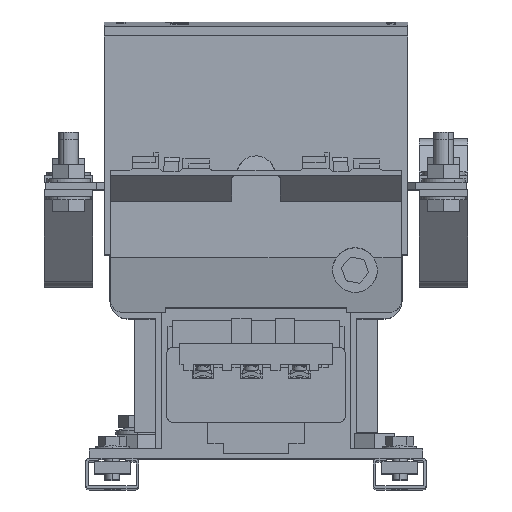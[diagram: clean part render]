
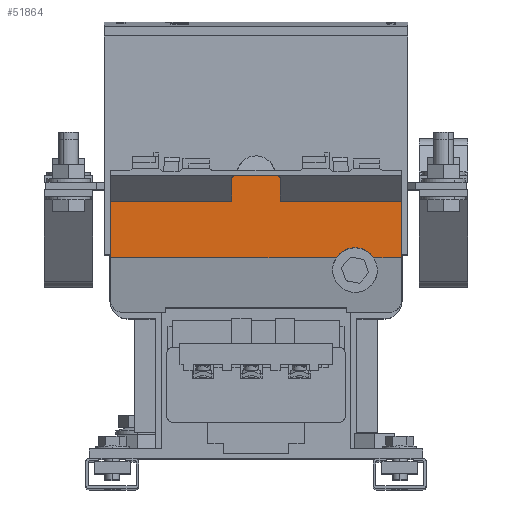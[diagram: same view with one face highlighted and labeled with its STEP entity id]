
A CAD part, top view. The second image highlights one B-rep face of the part: STEP entity #51864.
In plain terms, the highlighted planar face has unit normal (0, 0, 1).
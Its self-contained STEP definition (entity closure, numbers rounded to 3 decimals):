
#4198 = VERTEX_POINT ( 'NONE', #59589 ) ;
#4362 = VERTEX_POINT ( 'NONE', #26603 ) ;
#4406 = CARTESIAN_POINT ( 'NONE',  ( 10., 117., 238. ) ) ;
#7109 = AXIS2_PLACEMENT_3D ( 'NONE', #7670, #71932, #16936 ) ;
#7670 = CARTESIAN_POINT ( 'NONE',  ( 9., 116., 238. ) ) ;
#8374 = DIRECTION ( 'NONE',  ( 0., 1., 0. ) ) ;
#10472 = CARTESIAN_POINT ( 'NONE',  ( -60.25, 106.5, 238. ) ) ;
#11038 = DIRECTION ( 'NONE',  ( 0., -1., 0. ) ) ;
#14105 = CARTESIAN_POINT ( 'NONE',  ( 60.25, 106.5, 238. ) ) ;
#14237 = DIRECTION ( 'NONE',  ( 1., 0., 0. ) ) ;
#16936 = DIRECTION ( 'NONE',  ( -1., 0., 0. ) ) ;
#17448 = AXIS2_PLACEMENT_3D ( 'NONE', #83144, #28170, #92452 ) ;
#17568 = LINE ( 'NONE', #4406, #85090 ) ;
#19135 = LINE ( 'NONE', #118420, #65092 ) ;
#19619 = VERTEX_POINT ( 'NONE', #85807 ) ;
#19830 = CARTESIAN_POINT ( 'NONE',  ( -60.25, 106.5, 238. ) ) ;
#21975 = EDGE_CURVE ( 'NONE', #4198, #96237, #87533, .T. ) ;
#23377 = AXIS2_PLACEMENT_3D ( 'NONE', #10472, #29003, #93257 ) ;
#25092 = EDGE_CURVE ( 'NONE', #4198, #34415, #17568, .T. ) ;
#26269 = CARTESIAN_POINT ( 'NONE',  ( -9., 117., 238. ) ) ;
#26603 = CARTESIAN_POINT ( 'NONE',  ( -10., 116., 238. ) ) ;
#28170 = DIRECTION ( 'NONE',  ( 0., 0., 1. ) ) ;
#28426 = FACE_OUTER_BOUND ( 'NONE', #101857, .T. ) ;
#28708 = AXIS2_PLACEMENT_3D ( 'NONE', #40287, #104451, #49488 ) ;
#29003 = DIRECTION ( 'NONE',  ( 0., 0., -1. ) ) ;
#30043 = CARTESIAN_POINT ( 'NONE',  ( 9., 117., 238. ) ) ;
#34415 = VERTEX_POINT ( 'NONE', #102102 ) ;
#38102 = EDGE_CURVE ( 'NONE', #50680, #4362, #40038, .T. ) ;
#39038 = DIRECTION ( 'NONE',  ( 1., 0., 0. ) ) ;
#40038 = CIRCLE ( 'NONE', #28708, 1. ) ;
#40287 = CARTESIAN_POINT ( 'NONE',  ( -9., 116., 238. ) ) ;
#44366 = ORIENTED_EDGE ( 'NONE', *, *, #21975, .F. ) ;
#45317 = VERTEX_POINT ( 'NONE', #118755 ) ;
#45585 = LINE ( 'NONE', #60205, #67155 ) ;
#49488 = DIRECTION ( 'NONE',  ( -1., 0., 0. ) ) ;
#50680 = VERTEX_POINT ( 'NONE', #26269 ) ;
#50959 = CARTESIAN_POINT ( 'NONE',  ( -10., 117., 238. ) ) ;
#51864 = ADVANCED_FACE ( 'NONE', ( #28426 ), #102058, .F. ) ;
#51929 = VECTOR ( 'NONE', #14237, 1000. ) ;
#52177 = EDGE_CURVE ( 'NONE', #98606, #102827, #45585, .T. ) ;
#52839 = LINE ( 'NONE', #50959, #74420 ) ;
#55886 = CIRCLE ( 'NONE', #7109, 1. ) ;
#57321 = DIRECTION ( 'NONE',  ( 1., 0., 0. ) ) ;
#57561 = LINE ( 'NONE', #94425, #76252 ) ;
#58652 = VECTOR ( 'NONE', #111747, 1000. ) ;
#59448 = ORIENTED_EDGE ( 'NONE', *, *, #52177, .T. ) ;
#59482 = DIRECTION ( 'NONE',  ( 0., 1., 0. ) ) ;
#59589 = CARTESIAN_POINT ( 'NONE',  ( 10., 106.5, 238. ) ) ;
#60205 = CARTESIAN_POINT ( 'NONE',  ( -60.25, 83., 238. ) ) ;
#63112 = VECTOR ( 'NONE', #57321, 1000. ) ;
#63824 = VERTEX_POINT ( 'NONE', #30043 ) ;
#65092 = VECTOR ( 'NONE', #8374, 1000. ) ;
#66322 = CARTESIAN_POINT ( 'NONE',  ( -60.25, 106.5, 238. ) ) ;
#66608 = CARTESIAN_POINT ( 'NONE',  ( -60.25, 106.5, 238. ) ) ;
#67155 = VECTOR ( 'NONE', #69824, 1000. ) ;
#69279 = CARTESIAN_POINT ( 'NONE',  ( -60.25, 83., 238. ) ) ;
#69824 = DIRECTION ( 'NONE',  ( 1., 0., 0. ) ) ;
#69910 = EDGE_CURVE ( 'NONE', #98606, #45317, #99329, .T. ) ;
#71370 = ORIENTED_EDGE ( 'NONE', *, *, #116939, .T. ) ;
#71859 = VERTEX_POINT ( 'NONE', #118178 ) ;
#71932 = DIRECTION ( 'NONE',  ( 0., 0., 1. ) ) ;
#72025 = EDGE_CURVE ( 'NONE', #71859, #19619, #83074, .T. ) ;
#74420 = VECTOR ( 'NONE', #11038, 1000. ) ;
#76252 = VECTOR ( 'NONE', #103632, 1000. ) ;
#77499 = CARTESIAN_POINT ( 'NONE',  ( 60.25, 83., 238. ) ) ;
#78446 = LINE ( 'NONE', #66322, #99994 ) ;
#79391 = CARTESIAN_POINT ( 'NONE',  ( 48.782, 83., 238. ) ) ;
#80660 = ORIENTED_EDGE ( 'NONE', *, *, #103566, .T. ) ;
#83074 = LINE ( 'NONE', #19830, #58652 ) ;
#83144 = CARTESIAN_POINT ( 'NONE',  ( 41., 78., 238. ) ) ;
#85090 = VECTOR ( 'NONE', #59482, 1000. ) ;
#85807 = CARTESIAN_POINT ( 'NONE',  ( -60.25, 106.5, 238. ) ) ;
#87237 = ORIENTED_EDGE ( 'NONE', *, *, #118854, .F. ) ;
#87533 = LINE ( 'NONE', #66608, #63112 ) ;
#88300 = CARTESIAN_POINT ( 'NONE',  ( -10., 106.5, 238. ) ) ;
#89494 = ORIENTED_EDGE ( 'NONE', *, *, #38102, .T. ) ;
#89813 = EDGE_CURVE ( 'NONE', #71859, #45317, #97921, .T. ) ;
#91745 = ORIENTED_EDGE ( 'NONE', *, *, #89813, .T. ) ;
#92452 = DIRECTION ( 'NONE',  ( 1., 0., 0. ) ) ;
#93257 = DIRECTION ( 'NONE',  ( -1., 0., 0. ) ) ;
#93489 = ORIENTED_EDGE ( 'NONE', *, *, #69910, .F. ) ;
#94425 = CARTESIAN_POINT ( 'NONE',  ( -10., 117., 238. ) ) ;
#96237 = VERTEX_POINT ( 'NONE', #14105 ) ;
#97921 = LINE ( 'NONE', #69279, #51929 ) ;
#98606 = VERTEX_POINT ( 'NONE', #79391 ) ;
#98910 = ORIENTED_EDGE ( 'NONE', *, *, #100891, .T. ) ;
#99329 = CIRCLE ( 'NONE', #17448, 9.25 ) ;
#99994 = VECTOR ( 'NONE', #39038, 1000. ) ;
#100891 = EDGE_CURVE ( 'NONE', #63824, #50680, #57561, .T. ) ;
#101857 = EDGE_LOOP ( 'NONE', ( #98910, #89494, #102690, #87237, #116246, #91745, #93489, #59448, #80660, #44366, #106120, #71370 ) ) ;
#102058 = PLANE ( 'NONE',  #23377 ) ;
#102102 = CARTESIAN_POINT ( 'NONE',  ( 10., 116., 238. ) ) ;
#102690 = ORIENTED_EDGE ( 'NONE', *, *, #107915, .T. ) ;
#102827 = VERTEX_POINT ( 'NONE', #77499 ) ;
#103566 = EDGE_CURVE ( 'NONE', #102827, #96237, #19135, .T. ) ;
#103632 = DIRECTION ( 'NONE',  ( -1., 0., 0. ) ) ;
#104451 = DIRECTION ( 'NONE',  ( 0., 0., 1. ) ) ;
#106120 = ORIENTED_EDGE ( 'NONE', *, *, #25092, .T. ) ;
#107915 = EDGE_CURVE ( 'NONE', #4362, #119151, #52839, .T. ) ;
#111747 = DIRECTION ( 'NONE',  ( 0., 1., 0. ) ) ;
#116246 = ORIENTED_EDGE ( 'NONE', *, *, #72025, .F. ) ;
#116939 = EDGE_CURVE ( 'NONE', #34415, #63824, #55886, .T. ) ;
#118178 = CARTESIAN_POINT ( 'NONE',  ( -60.25, 83., 238. ) ) ;
#118420 = CARTESIAN_POINT ( 'NONE',  ( 60.25, 106.5, 238. ) ) ;
#118755 = CARTESIAN_POINT ( 'NONE',  ( 33.218, 83., 238. ) ) ;
#118854 = EDGE_CURVE ( 'NONE', #19619, #119151, #78446, .T. ) ;
#119151 = VERTEX_POINT ( 'NONE', #88300 ) ;
